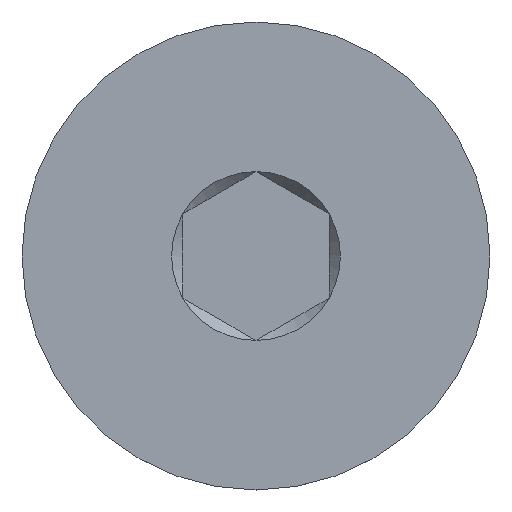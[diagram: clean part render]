
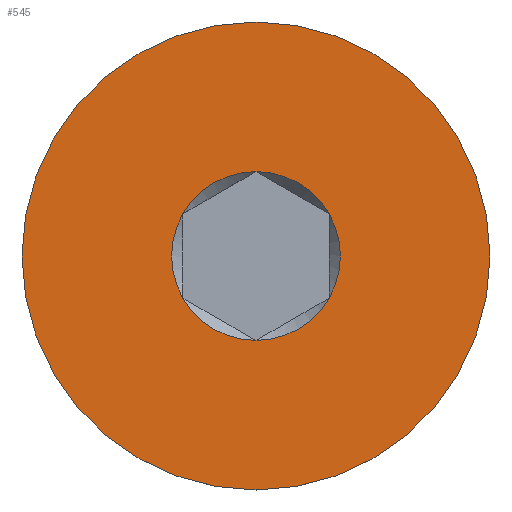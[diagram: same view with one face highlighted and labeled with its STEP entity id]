
A CAD part, top view. The second image highlights one B-rep face of the part: STEP entity #545.
In plain terms, the highlighted planar face has unit normal (0, 0, 1).
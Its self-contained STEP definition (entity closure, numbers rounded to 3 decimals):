
#17=FACE_BOUND('',#106,.T.);
#18=PLANE('',#613);
#71=FACE_OUTER_BOUND('',#105,.T.);
#105=EDGE_LOOP('',(#425,#426));
#106=EDGE_LOOP('',(#427,#428,#429,#430,#431,#432));
#131=CIRCLE('',#604,1.443);
#132=CIRCLE('',#606,4.);
#133=CIRCLE('',#607,4.);
#138=CIRCLE('',#614,1.443);
#139=CIRCLE('',#615,1.443);
#140=CIRCLE('',#616,1.443);
#141=CIRCLE('',#617,1.443);
#142=CIRCLE('',#618,1.443);
#247=VERTEX_POINT('',#2076);
#248=VERTEX_POINT('',#2077);
#249=VERTEX_POINT('',#2083);
#250=VERTEX_POINT('',#2084);
#256=VERTEX_POINT('',#2174);
#257=VERTEX_POINT('',#2176);
#258=VERTEX_POINT('',#2178);
#259=VERTEX_POINT('',#2180);
#313=EDGE_CURVE('',#247,#248,#131,.T.);
#314=EDGE_CURVE('',#249,#250,#132,.T.);
#315=EDGE_CURVE('',#250,#249,#133,.T.);
#324=EDGE_CURVE('',#248,#256,#138,.T.);
#325=EDGE_CURVE('',#256,#257,#139,.T.);
#326=EDGE_CURVE('',#257,#258,#140,.T.);
#327=EDGE_CURVE('',#258,#259,#141,.T.);
#328=EDGE_CURVE('',#259,#247,#142,.T.);
#425=ORIENTED_EDGE('',*,*,#314,.T.);
#426=ORIENTED_EDGE('',*,*,#315,.T.);
#427=ORIENTED_EDGE('',*,*,#324,.T.);
#428=ORIENTED_EDGE('',*,*,#325,.T.);
#429=ORIENTED_EDGE('',*,*,#326,.T.);
#430=ORIENTED_EDGE('',*,*,#327,.T.);
#431=ORIENTED_EDGE('',*,*,#328,.T.);
#432=ORIENTED_EDGE('',*,*,#313,.T.);
#545=ADVANCED_FACE('',(#71,#17),#18,.F.);
#604=AXIS2_PLACEMENT_3D('',#2081,#690,#691);
#606=AXIS2_PLACEMENT_3D('',#2085,#694,#695);
#607=AXIS2_PLACEMENT_3D('',#2086,#696,#697);
#613=AXIS2_PLACEMENT_3D('',#2173,#710,#711);
#614=AXIS2_PLACEMENT_3D('',#2175,#712,#713);
#615=AXIS2_PLACEMENT_3D('',#2177,#714,#715);
#616=AXIS2_PLACEMENT_3D('',#2179,#716,#717);
#617=AXIS2_PLACEMENT_3D('',#2181,#718,#719);
#618=AXIS2_PLACEMENT_3D('',#2182,#720,#721);
#690=DIRECTION('center_axis',(0.,0.,-1.));
#691=DIRECTION('ref_axis',(-1.,0.,0.));
#694=DIRECTION('center_axis',(0.,0.,1.));
#695=DIRECTION('ref_axis',(0.,-1.,0.));
#696=DIRECTION('center_axis',(0.,0.,1.));
#697=DIRECTION('ref_axis',(0.,-1.,0.));
#710=DIRECTION('center_axis',(0.,0.,-1.));
#711=DIRECTION('ref_axis',(0.,1.,0.));
#712=DIRECTION('center_axis',(0.,0.,-1.));
#713=DIRECTION('ref_axis',(-1.,0.,0.));
#714=DIRECTION('center_axis',(0.,0.,-1.));
#715=DIRECTION('ref_axis',(-1.,0.,0.));
#716=DIRECTION('center_axis',(0.,0.,-1.));
#717=DIRECTION('ref_axis',(-1.,0.,0.));
#718=DIRECTION('center_axis',(0.,0.,-1.));
#719=DIRECTION('ref_axis',(-1.,0.,0.));
#720=DIRECTION('center_axis',(0.,0.,-1.));
#721=DIRECTION('ref_axis',(-1.,0.,0.));
#2076=CARTESIAN_POINT('',(-1.25,-0.722,3.));
#2077=CARTESIAN_POINT('',(-1.25,0.722,3.));
#2081=CARTESIAN_POINT('Origin',(0.,0.,3.));
#2083=CARTESIAN_POINT('',(0.,-4.,3.));
#2084=CARTESIAN_POINT('',(0.,4.,3.));
#2085=CARTESIAN_POINT('Origin',(0.,0.,3.));
#2086=CARTESIAN_POINT('Origin',(0.,0.,3.));
#2173=CARTESIAN_POINT('Origin',(0.,0.,
3.));
#2174=CARTESIAN_POINT('',(0.,1.443,3.));
#2175=CARTESIAN_POINT('Origin',(0.,0.,3.));
#2176=CARTESIAN_POINT('',(1.25,0.722,3.));
#2177=CARTESIAN_POINT('Origin',(0.,0.,3.));
#2178=CARTESIAN_POINT('',(1.25,-0.722,3.));
#2179=CARTESIAN_POINT('Origin',(0.,0.,3.));
#2180=CARTESIAN_POINT('',(0.,-1.443,3.));
#2181=CARTESIAN_POINT('Origin',(0.,0.,3.));
#2182=CARTESIAN_POINT('Origin',(0.,0.,3.));
